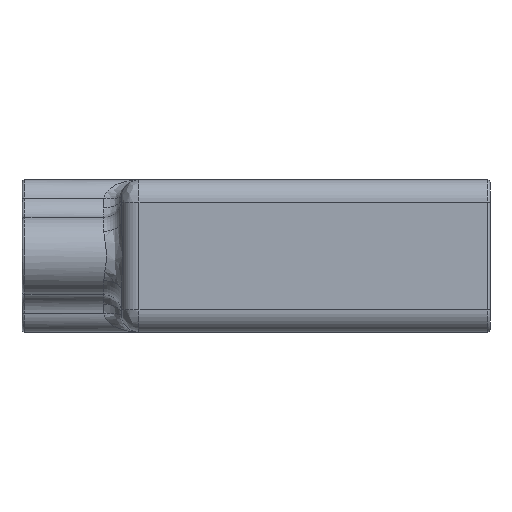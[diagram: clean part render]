
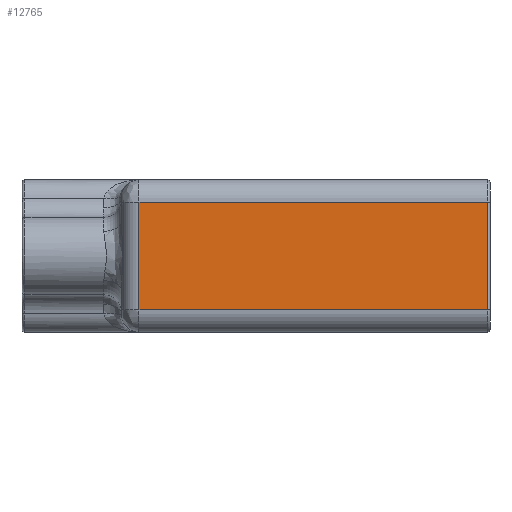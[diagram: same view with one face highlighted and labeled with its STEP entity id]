
A CAD part, left-side view. The second image highlights one B-rep face of the part: STEP entity #12765.
In plain terms, the highlighted planar face has unit normal (-1, 0, 0).
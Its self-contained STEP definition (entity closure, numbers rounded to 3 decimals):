
#204=PLANE('',#14433);
#1031=LINE('',#25303,#1685);
#1037=LINE('',#25431,#1691);
#1038=LINE('',#25434,#1692);
#1039=LINE('',#25435,#1693);
#1685=VECTOR('',#18127,10.);
#1691=VECTOR('',#18189,10.);
#1692=VECTOR('',#18192,10.);
#1693=VECTOR('',#18193,10.);
#2707=FACE_OUTER_BOUND('',#3602,.T.);
#3602=EDGE_LOOP('',(#10903,#10904,#10905,#10906));
#6097=VERTEX_POINT('',#25297);
#6098=VERTEX_POINT('',#25301);
#6113=VERTEX_POINT('',#25429);
#6114=VERTEX_POINT('',#25433);
#7766=EDGE_CURVE('',#6098,#6097,#1031,.T.);
#7795=EDGE_CURVE('',#6097,#6113,#1037,.T.);
#7796=EDGE_CURVE('',#6113,#6114,#1038,.T.);
#7797=EDGE_CURVE('',#6114,#6098,#1039,.T.);
#10903=ORIENTED_EDGE('',*,*,#7766,.T.);
#10904=ORIENTED_EDGE('',*,*,#7795,.T.);
#10905=ORIENTED_EDGE('',*,*,#7796,.T.);
#10906=ORIENTED_EDGE('',*,*,#7797,.T.);
#12765=ADVANCED_FACE('',(#2707),#204,.F.);
#14433=AXIS2_PLACEMENT_3D('',#25432,#18190,#18191);
#18127=DIRECTION('',(0.,0.,1.));
#18189=DIRECTION('',(0.,1.,0.));
#18190=DIRECTION('center_axis',(1.,0.,0.));
#18191=DIRECTION('ref_axis',(0.,-1.,0.));
#18192=DIRECTION('',(0.,0.,-1.));
#18193=DIRECTION('',(0.,-1.,0.));
#25297=CARTESIAN_POINT('',(-15.54,-59.75,9.3));
#25301=CARTESIAN_POINT('',(-15.54,-59.75,0.1));
#25303=CARTESIAN_POINT('',(-15.54,-59.75,0.));
#25429=CARTESIAN_POINT('',(-15.54,-30.,9.3));
#25431=CARTESIAN_POINT('',(-15.54,-30.,9.3));
#25432=CARTESIAN_POINT('Origin',(-15.54,-20.,0.));
#25433=CARTESIAN_POINT('',(-15.54,-30.,0.1));
#25434=CARTESIAN_POINT('',(-15.54,-30.,2.35));
#25435=CARTESIAN_POINT('',(-15.54,-30.,0.1));
